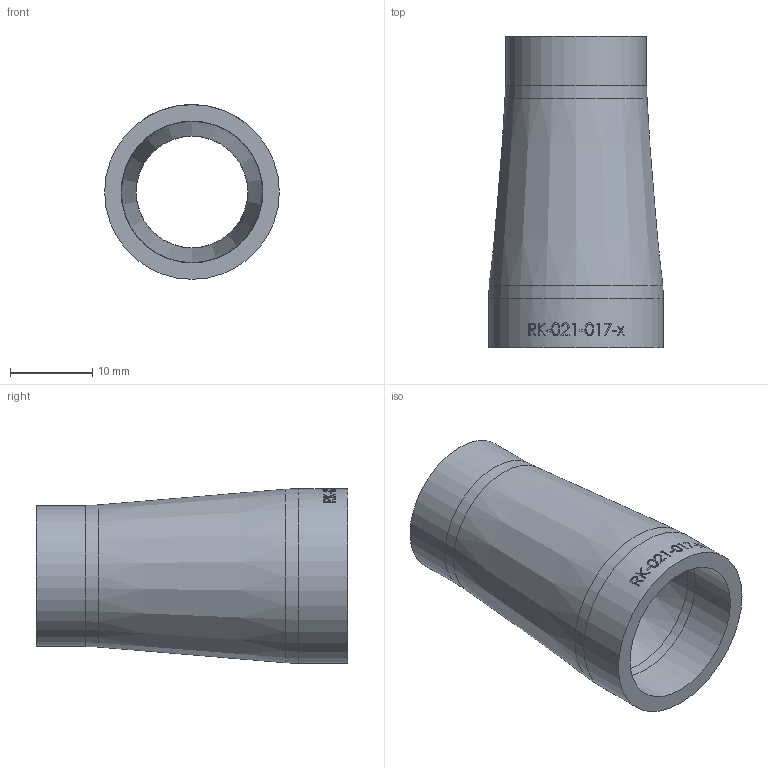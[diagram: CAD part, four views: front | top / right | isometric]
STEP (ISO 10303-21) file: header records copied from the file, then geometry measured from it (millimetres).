
FILE_DESCRIPTION (( 'STEP AP214' ), '1' );
FILE_NAME ('RK-021-017-x Reduzierung 21,3x17,2x2,0x1,8 BL38 1909.STEP', '2019-09-09T09:48:21', ( '' ), ( '' ), 'SwSTEP 2.0', 'SolidWorks 2016', '' );
FILE_SCHEMA (( 'AUTOMOTIVE_DESIGN' ));
Length unit declared in the file: millimetre
Products named in the file (1): RK-021-017-x Reduzierung 21,3x17,2x2,0x1,8 BL38 1909
Bounding box: 21.3 x 38 x 21.3 mm (x, y, z)
Volume: 3955 mm3; surface area: 4360.6 mm2
Topology: 1 solids, 1 shells, 126 faces, 319 edges, 210 vertices
Faces by surface type: bspline 51, plane 50, cylinder 19, torus 4, cone 2
Full cylindrical faces by diameter (mm): 13.6 x1, 17.2 x1, 17.3 x1, 21.3 x1
Entity records: 8559 total; most frequent: CARTESIAN_POINT 4714, ORIENTED_EDGE 618, DIRECTION 365, EDGE_CURVE 309, VERTEX_POINT 210, B_SPLINE_CURVE_WITH_KNOTS 168, EDGE_LOOP 153, AXIS2_PLACEMENT_3D 148
